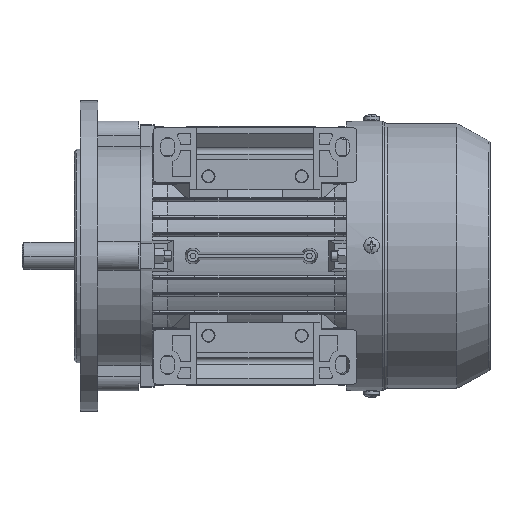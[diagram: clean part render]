
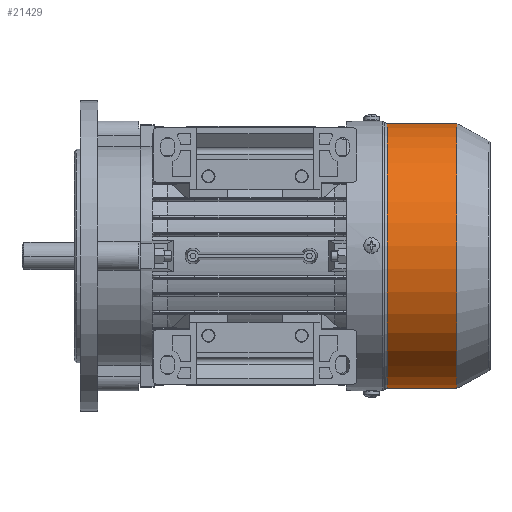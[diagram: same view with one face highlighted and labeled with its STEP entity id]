
A CAD part, front view. The second image highlights one B-rep face of the part: STEP entity #21429.
In plain terms, the highlighted cylindrical face has radius 68.3 mm (diameter 136.6 mm), a partial arc.
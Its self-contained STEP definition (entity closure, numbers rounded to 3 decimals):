
#18839 = VERTEX_POINT ( 'NONE', #53566 ) ;
#18841 = EDGE_CURVE ( 'NONE', #18839, #18842, #53565, .T. ) ;
#18842 = VERTEX_POINT ( 'NONE', #53560 ) ;
#18849 = VERTEX_POINT ( 'NONE', #53607 ) ;
#18850 = VERTEX_POINT ( 'NONE', #53606 ) ;
#18852 = EDGE_CURVE ( 'NONE', #18850, #18839, #53605, .T. ) ;
#18910 = EDGE_CURVE ( 'NONE', #18849, #18842, #53727, .T. ) ;
#21428 = EDGE_CURVE ( 'NONE', #18850, #18849, #57884, .T. ) ;
#21429 = ADVANCED_FACE ( 'NONE', ( #57879 ), #57878, .T. ) ;
#21430 = EDGE_LOOP ( 'NONE', ( #21431, #21432, #21433, #21434 ) ) ;
#21431 = ORIENTED_EDGE ( 'NONE', *, *, #18852, .F. ) ;
#21432 = ORIENTED_EDGE ( 'NONE', *, *, #21428, .T. ) ;
#21433 = ORIENTED_EDGE ( 'NONE', *, *, #18910, .T. ) ;
#21434 = ORIENTED_EDGE ( 'NONE', *, *, #18841, .F. ) ;
#53560 = CARTESIAN_POINT ( 'NONE',  ( 20.992, 0., 68.3 ) ) ;
#53561 = DIRECTION ( 'NONE',  ( 0., 0., 1. ) ) ;
#53562 = DIRECTION ( 'NONE',  ( -1., 0., 0. ) ) ;
#53563 = CARTESIAN_POINT ( 'NONE',  ( 20.992, 0., 0. ) ) ;
#53564 = AXIS2_PLACEMENT_3D ( 'NONE', #53563, #53562, #53561 ) ;
#53565 = CIRCLE ( 'NONE', #53564, 68.3 ) ;
#53566 = CARTESIAN_POINT ( 'NONE',  ( 20.992, 0., -68.3 ) ) ;
#53602 = DIRECTION ( 'NONE',  ( -1., 0., 0. ) ) ;
#53603 = VECTOR ( 'NONE', #53602, 1000. ) ;
#53604 = CARTESIAN_POINT ( 'NONE',  ( 0., 0., -68.3 ) ) ;
#53605 = LINE ( 'NONE', #53604, #53603 ) ;
#53606 = CARTESIAN_POINT ( 'NONE',  ( 57., 0., -68.3 ) ) ;
#53607 = CARTESIAN_POINT ( 'NONE',  ( 57., 0., 68.3 ) ) ;
#53724 = DIRECTION ( 'NONE',  ( -1., 0., 0. ) ) ;
#53725 = VECTOR ( 'NONE', #53724, 1000. ) ;
#53726 = CARTESIAN_POINT ( 'NONE',  ( 0., 0., 68.3 ) ) ;
#53727 = LINE ( 'NONE', #53726, #53725 ) ;
#57873 = DIRECTION ( 'NONE',  ( 0., 0., 1. ) ) ;
#57874 = DIRECTION ( 'NONE',  ( -1., 0., 0. ) ) ;
#57875 = CARTESIAN_POINT ( 'NONE',  ( 0., 0., 0. ) ) ;
#57876 = AXIS2_PLACEMENT_3D ( 'NONE', #57875, #57874, #57873 ) ;
#57878 = CYLINDRICAL_SURFACE ( 'NONE', #57876, 68.3 ) ;
#57879 = FACE_OUTER_BOUND ( 'NONE', #21430, .T. ) ;
#57880 = DIRECTION ( 'NONE',  ( 0., 0., 1. ) ) ;
#57881 = DIRECTION ( 'NONE',  ( -1., 0., 0. ) ) ;
#57882 = CARTESIAN_POINT ( 'NONE',  ( 57., 0., 0. ) ) ;
#57883 = AXIS2_PLACEMENT_3D ( 'NONE', #57882, #57881, #57880 ) ;
#57884 = CIRCLE ( 'NONE', #57883, 68.3 ) ;
